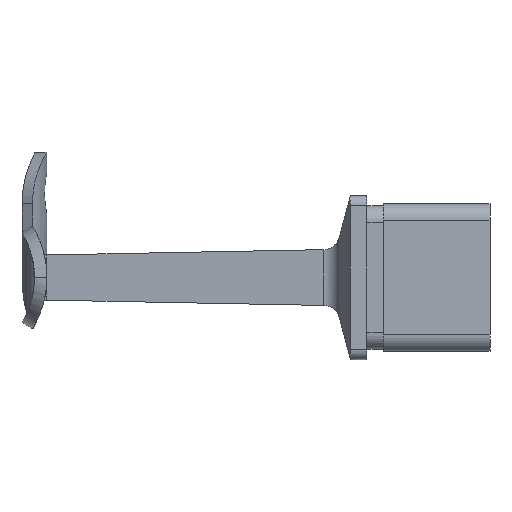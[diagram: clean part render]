
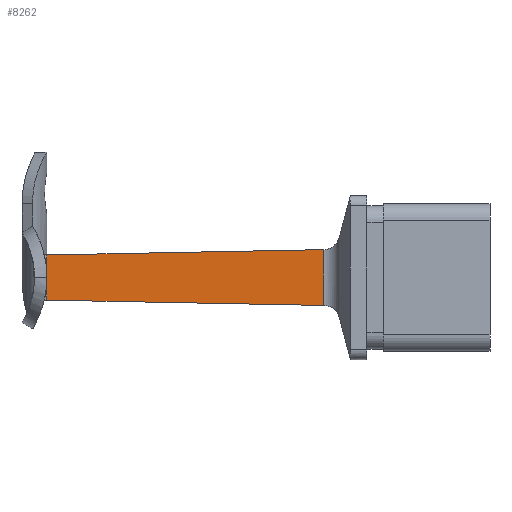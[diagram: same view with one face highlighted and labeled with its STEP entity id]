
A CAD part, left-side view. The second image highlights one B-rep face of the part: STEP entity #8262.
In plain terms, the highlighted planar face has unit normal (-1, 0.019, 0).
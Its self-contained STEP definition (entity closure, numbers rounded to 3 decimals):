
#21 = CARTESIAN_POINT ( 'NONE',  ( -6.798, 10.53, 6.798 ) ) ;
#205 = VECTOR ( 'NONE', #3879, 1000. ) ;
#439 = AXIS2_PLACEMENT_3D ( 'NONE', #4685, #15183, #14180 ) ;
#1306 = DIRECTION ( 'NONE',  ( -0.019, -1., 0.019 ) ) ;
#1359 = VERTEX_POINT ( 'NONE', #21 ) ;
#2157 = EDGE_CURVE ( 'NONE', #13603, #2479, #6729, .T. ) ;
#2479 = VERTEX_POINT ( 'NONE', #4473 ) ;
#3328 = EDGE_CURVE ( 'NONE', #6446, #13603, #7270, .T. ) ;
#3550 = VECTOR ( 'NONE', #3867, 1000. ) ;
#3704 = VECTOR ( 'NONE', #1306, 1000. ) ;
#3850 = VERTEX_POINT ( 'NONE', #7763 ) ;
#3867 = DIRECTION ( 'NONE',  ( -0.019, -1., -0.019 ) ) ;
#3879 = DIRECTION ( 'NONE',  ( 0., 0., -1. ) ) ;
#3949 = ORIENTED_EDGE ( 'NONE', *, *, #2157, .T. ) ;
#3951 = EDGE_CURVE ( 'NONE', #2479, #1359, #8184, .T. ) ;
#4144 = VECTOR ( 'NONE', #13179, 1000. ) ;
#4473 = CARTESIAN_POINT ( 'NONE',  ( -6.798, 10.53, -6.798 ) ) ;
#4685 = CARTESIAN_POINT ( 'NONE',  ( -7., 0., 7. ) ) ;
#5137 = ORIENTED_EDGE ( 'NONE', *, *, #3328, .T. ) ;
#5823 = EDGE_LOOP ( 'NONE', ( #3949, #10540, #6658, #11241, #5137 ) ) ;
#6446 = VERTEX_POINT ( 'NONE', #12420 ) ;
#6658 = ORIENTED_EDGE ( 'NONE', *, *, #13267, .F. ) ;
#6729 = LINE ( 'NONE', #14074, #3550 ) ;
#7270 = LINE ( 'NONE', #8672, #205 ) ;
#7620 = EDGE_CURVE ( 'NONE', #3850, #6446, #14176, .T. ) ;
#7763 = CARTESIAN_POINT ( 'NONE',  ( -5.502, 78., 5.502 ) ) ;
#8184 = LINE ( 'NONE', #14075, #10592 ) ;
#8262 = ADVANCED_FACE ( 'NONE', ( #12480 ), #12865, .T. ) ;
#8672 = CARTESIAN_POINT ( 'NONE',  ( -5.502, 78., 7. ) ) ;
#9857 = LINE ( 'NONE', #13165, #3704 ) ;
#10477 = CARTESIAN_POINT ( 'NONE',  ( -5.502, 78., -5.502 ) ) ;
#10540 = ORIENTED_EDGE ( 'NONE', *, *, #3951, .T. ) ;
#10592 = VECTOR ( 'NONE', #11736, 1000. ) ;
#11241 = ORIENTED_EDGE ( 'NONE', *, *, #7620, .T. ) ;
#11736 = DIRECTION ( 'NONE',  ( 0., 0., 1. ) ) ;
#11990 = CARTESIAN_POINT ( 'NONE',  ( -5.502, 78., 7. ) ) ;
#12420 = CARTESIAN_POINT ( 'NONE',  ( -5.502, 78., 0. ) ) ;
#12480 = FACE_OUTER_BOUND ( 'NONE', #5823, .T. ) ;
#12865 = PLANE ( 'NONE',  #439 ) ;
#13165 = CARTESIAN_POINT ( 'NONE',  ( -6.995, 0.269, 6.995 ) ) ;
#13179 = DIRECTION ( 'NONE',  ( 0., 0., -1. ) ) ;
#13267 = EDGE_CURVE ( 'NONE', #3850, #1359, #9857, .T. ) ;
#13603 = VERTEX_POINT ( 'NONE', #10477 ) ;
#14074 = CARTESIAN_POINT ( 'NONE',  ( -6.995, 0.269, -6.995 ) ) ;
#14075 = CARTESIAN_POINT ( 'NONE',  ( -6.798, 10.53, 7. ) ) ;
#14176 = LINE ( 'NONE', #11990, #4144 ) ;
#14180 = DIRECTION ( 'NONE',  ( -0.019, -1., 0. ) ) ;
#15183 = DIRECTION ( 'NONE',  ( -1., 0.019, 0. ) ) ;
